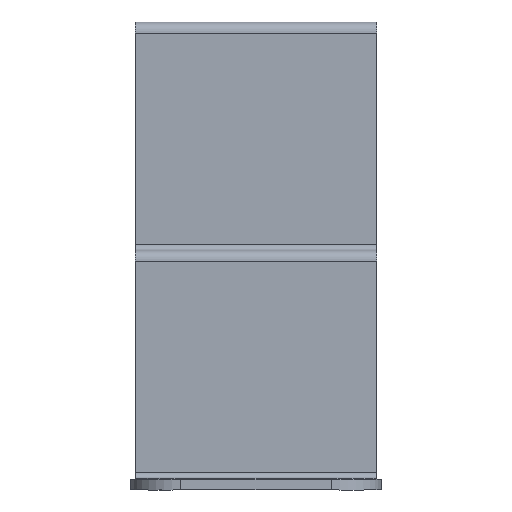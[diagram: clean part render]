
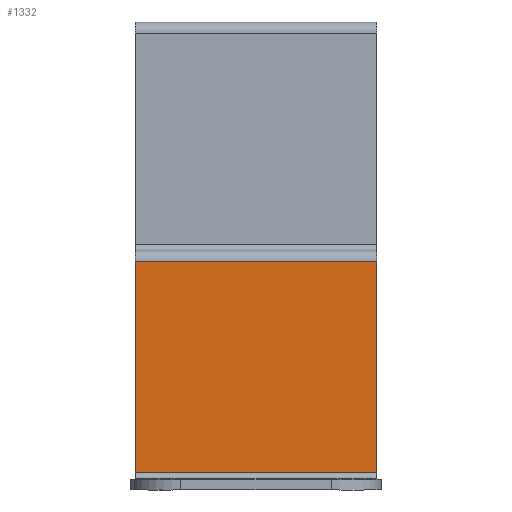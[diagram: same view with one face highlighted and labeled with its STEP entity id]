
A CAD part, front view. The second image highlights one B-rep face of the part: STEP entity #1332.
In plain terms, the highlighted planar face has unit normal (0, -1, 0).
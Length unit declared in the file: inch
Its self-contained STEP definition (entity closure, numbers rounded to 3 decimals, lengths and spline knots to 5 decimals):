
#178=FACE_OUTER_BOUND('',#262,.T.);
#262=EDGE_LOOP('',(#1111,#1112,#1113,#1114));
#390=LINE('',#2160,#522);
#393=LINE('',#2167,#525);
#396=LINE('',#2174,#528);
#398=LINE('',#2181,#530);
#522=VECTOR('',#1767,0.3937);
#525=VECTOR('',#1774,0.3937);
#528=VECTOR('',#1781,0.3937);
#530=VECTOR('',#1789,0.17856);
#649=VERTEX_POINT('',#2152);
#650=VERTEX_POINT('',#2156);
#652=VERTEX_POINT('',#2165);
#654=VERTEX_POINT('',#2173);
#806=EDGE_CURVE('',#649,#650,#390,.T.);
#809=EDGE_CURVE('',#650,#652,#393,.T.);
#812=EDGE_CURVE('',#652,#654,#396,.T.);
#816=EDGE_CURVE('',#654,#649,#398,.T.);
#1111=ORIENTED_EDGE('',*,*,#806,.T.);
#1112=ORIENTED_EDGE('',*,*,#809,.T.);
#1113=ORIENTED_EDGE('',*,*,#812,.T.);
#1114=ORIENTED_EDGE('',*,*,#816,.T.);
#1260=PLANE('',#1468);
#1332=ADVANCED_FACE('',(#178),#1260,.T.);
#1468=AXIS2_PLACEMENT_3D('',#2193,#1804,#1805);
#1767=DIRECTION('',(1.,0.,0.));
#1774=DIRECTION('',(0.,0.,1.));
#1781=DIRECTION('',(-1.,0.,0.));
#1789=DIRECTION('',(0.,0.,-1.));
#1804=DIRECTION('center_axis',(0.,-1.,0.));
#1805=DIRECTION('ref_axis',(1.,0.,0.));
#2152=CARTESIAN_POINT('',(-2.65,-6.25,-9.752));
#2156=CARTESIAN_POINT('',(2.65,-6.25,-9.752));
#2160=CARTESIAN_POINT('',(-1.325,-6.25,-9.752));
#2165=CARTESIAN_POINT('',(2.65,-6.25,-5.124));
#2167=CARTESIAN_POINT('',(2.65,-6.25,-5.124));
#2173=CARTESIAN_POINT('',(-2.65,-6.25,-5.124));
#2174=CARTESIAN_POINT('',(0.,-6.25,-5.124));
#2181=CARTESIAN_POINT('',(-2.65,-6.25,-4.56304));
#2193=CARTESIAN_POINT('Origin',(0.,-6.25,
-7.35976));
